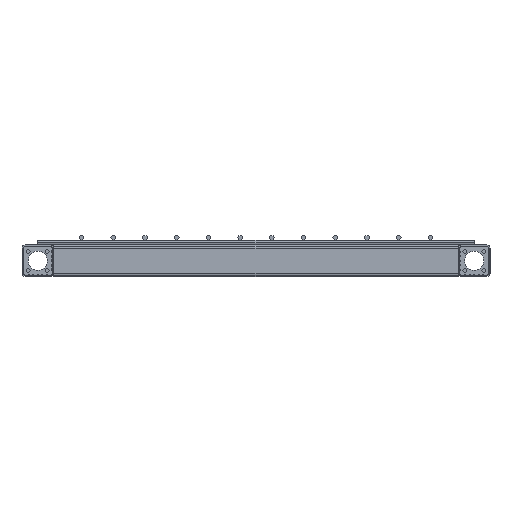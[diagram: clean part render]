
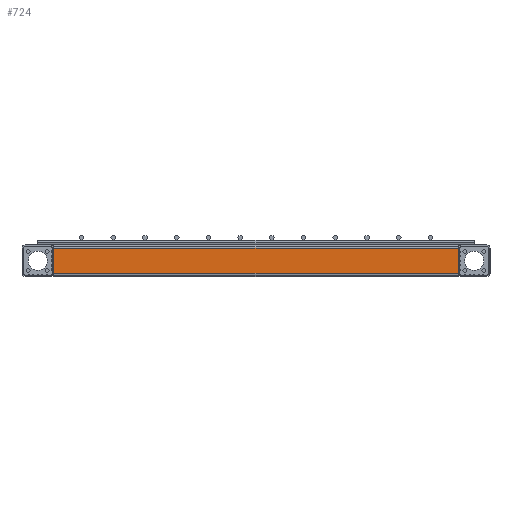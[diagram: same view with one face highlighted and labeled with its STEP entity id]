
A CAD part, left-side view. The second image highlights one B-rep face of the part: STEP entity #724.
In plain terms, the highlighted planar face has unit normal (-1, 0, 0).
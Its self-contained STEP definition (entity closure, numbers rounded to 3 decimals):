
#17 = CARTESIAN_POINT ( 'NONE',  ( 0., -275., 18. ) ) ;
#251 = CARTESIAN_POINT ( 'NONE',  ( 0., -285., 2. ) ) ;
#356 = ORIENTED_EDGE ( 'NONE', *, *, #12283, .T. ) ;
#470 = VERTEX_POINT ( 'NONE', #5228 ) ;
#724 = ADVANCED_FACE ( 'NONE', ( #20580 ), #10817, .F. ) ;
#1043 = VERTEX_POINT ( 'NONE', #17 ) ;
#1797 = DIRECTION ( 'NONE',  ( 1., 0., 0. ) ) ;
#2121 = LINE ( 'NONE', #14676, #12103 ) ;
#2373 = LINE ( 'NONE', #5917, #7478 ) ;
#3386 = EDGE_LOOP ( 'NONE', ( #23760, #20527, #18309, #356 ) ) ;
#3451 = EDGE_CURVE ( 'NONE', #19046, #470, #22350, .T. ) ;
#4058 = DIRECTION ( 'NONE',  ( 0., 0., 1. ) ) ;
#5228 = CARTESIAN_POINT ( 'NONE',  ( 0., -20., 2. ) ) ;
#5317 = CARTESIAN_POINT ( 'NONE',  ( 0., -20., 18. ) ) ;
#5917 = CARTESIAN_POINT ( 'NONE',  ( 0., -20., 2. ) ) ;
#7132 = LINE ( 'NONE', #11481, #15495 ) ;
#7268 = AXIS2_PLACEMENT_3D ( 'NONE', #251, #1797, #24108 ) ;
#7478 = VECTOR ( 'NONE', #11809, 1000. ) ;
#9589 = EDGE_CURVE ( 'NONE', #1043, #19283, #7132, .T. ) ;
#9749 = CARTESIAN_POINT ( 'NONE',  ( 0., -275., 2. ) ) ;
#10817 = PLANE ( 'NONE',  #7268 ) ;
#11481 = CARTESIAN_POINT ( 'NONE',  ( 0., -285., 18. ) ) ;
#11534 = VECTOR ( 'NONE', #15745, 1000. ) ;
#11669 = EDGE_CURVE ( 'NONE', #19046, #1043, #2121, .T. ) ;
#11809 = DIRECTION ( 'NONE',  ( 0., 0., -1. ) ) ;
#12103 = VECTOR ( 'NONE', #4058, 1000. ) ;
#12283 = EDGE_CURVE ( 'NONE', #19283, #470, #2373, .T. ) ;
#13795 = CARTESIAN_POINT ( 'NONE',  ( 0., -285., 2. ) ) ;
#14676 = CARTESIAN_POINT ( 'NONE',  ( 0., -275., 2. ) ) ;
#15495 = VECTOR ( 'NONE', #16586, 1000. ) ;
#15745 = DIRECTION ( 'NONE',  ( 0., 1., 0. ) ) ;
#16586 = DIRECTION ( 'NONE',  ( 0., 1., 0. ) ) ;
#18309 = ORIENTED_EDGE ( 'NONE', *, *, #9589, .T. ) ;
#19046 = VERTEX_POINT ( 'NONE', #9749 ) ;
#19283 = VERTEX_POINT ( 'NONE', #5317 ) ;
#20527 = ORIENTED_EDGE ( 'NONE', *, *, #11669, .T. ) ;
#20580 = FACE_OUTER_BOUND ( 'NONE', #3386, .T. ) ;
#22350 = LINE ( 'NONE', #13795, #11534 ) ;
#23760 = ORIENTED_EDGE ( 'NONE', *, *, #3451, .F. ) ;
#24108 = DIRECTION ( 'NONE',  ( 0., 0., 1. ) ) ;
